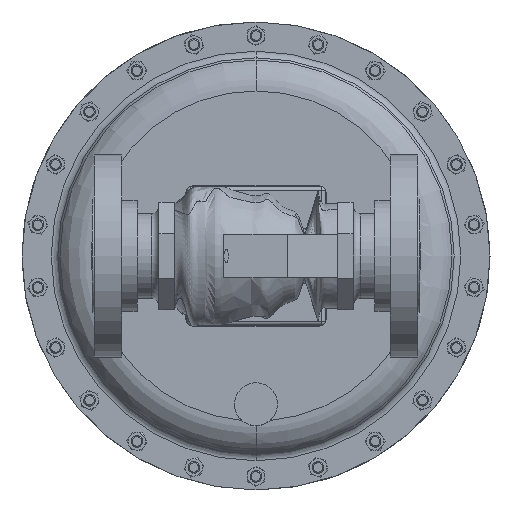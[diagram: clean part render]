
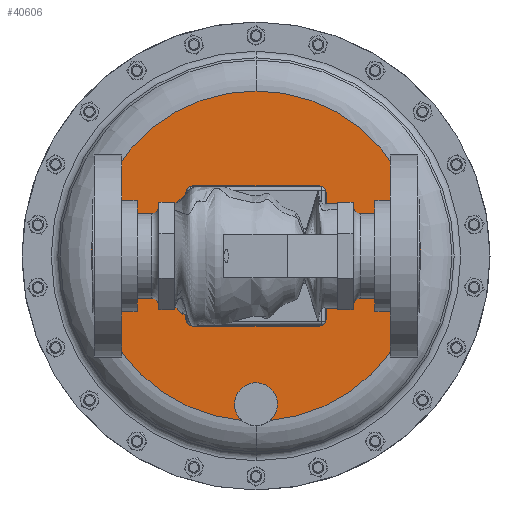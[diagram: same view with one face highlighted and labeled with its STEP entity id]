
A CAD part, front view. The second image highlights one B-rep face of the part: STEP entity #40606.
In plain terms, the highlighted planar face has unit normal (0, -1, 0).
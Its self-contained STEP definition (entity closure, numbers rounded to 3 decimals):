
#2844 = EDGE_CURVE ( 'NONE', #47492, #5408, #68509, .T. ) ;
#5408 = VERTEX_POINT ( 'NONE', #36348 ) ;
#6878 = CARTESIAN_POINT ( 'NONE',  ( 4.594, 9.756, 2.431 ) ) ;
#8283 = AXIS2_PLACEMENT_3D ( 'NONE', #43587, #11953, #48992 ) ;
#8380 = FACE_OUTER_BOUND ( 'NONE', #45665, .T. ) ;
#9188 = DIRECTION ( 'NONE',  ( 0., -1., 0. ) ) ;
#10796 = DIRECTION ( 'NONE',  ( 0., -1., 0. ) ) ;
#11953 = DIRECTION ( 'NONE',  ( 0., -1., 0. ) ) ;
#13755 = EDGE_CURVE ( 'NONE', #54485, #13877, #45280, .T. ) ;
#13877 = VERTEX_POINT ( 'NONE', #27417 ) ;
#15694 = AXIS2_PLACEMENT_3D ( 'NONE', #31349, #63168, #36688 ) ;
#16206 = CARTESIAN_POINT ( 'NONE',  ( 4.145, 9.756, 6.731 ) ) ;
#17412 = CIRCLE ( 'NONE', #44997, 0.97 ) ;
#17609 = AXIS2_PLACEMENT_3D ( 'NONE', #51085, #19335, #56406 ) ;
#18256 = CARTESIAN_POINT ( 'NONE',  ( 4.145, 9.756, 2.951 ) ) ;
#18263 = FACE_BOUND ( 'NONE', #43842, .T. ) ;
#18429 = DIRECTION ( 'NONE',  ( 0., -1., 0. ) ) ;
#19335 = DIRECTION ( 'NONE',  ( 0., -1., 0. ) ) ;
#20764 = VERTEX_POINT ( 'NONE', #23168 ) ;
#21591 = CARTESIAN_POINT ( 'NONE',  ( 3.458, 9.756, 2.983 ) ) ;
#21813 = CARTESIAN_POINT ( 'NONE',  ( 3.696, 9.756, 2.431 ) ) ;
#23168 = CARTESIAN_POINT ( 'NONE',  ( 4.145, 9.756, 12.991 ) ) ;
#23533 = DIRECTION ( 'NONE',  ( -0.999, 0., 0.046 ) ) ;
#27417 = CARTESIAN_POINT ( 'NONE',  ( 4.832, 9.756, 2.919 ) ) ;
#27881 = CARTESIAN_POINT ( 'NONE',  ( 4.145, 9.756, 7.701 ) ) ;
#28108 = EDGE_CURVE ( 'NONE', #20764, #48689, #31645, .T. ) ;
#29508 = ORIENTED_EDGE ( 'NONE', *, *, #2844, .F. ) ;
#29727 = AXIS2_PLACEMENT_3D ( 'NONE', #18256, #55307, #23533 ) ;
#29753 = ORIENTED_EDGE ( 'NONE', *, *, #40472, .F. ) ;
#30213 = PLANE ( 'NONE',  #61762 ) ;
#31267 = EDGE_CURVE ( 'NONE', #5408, #47492, #17412, .T. ) ;
#31349 = CARTESIAN_POINT ( 'NONE',  ( 4.145, 9.756, 7.701 ) ) ;
#31645 = CIRCLE ( 'NONE', #43556, 5.289 ) ;
#33196 = DIRECTION ( 'NONE',  ( 0., 0., -1. ) ) ;
#33778 = ORIENTED_EDGE ( 'NONE', *, *, #68364, .F. ) ;
#36348 = CARTESIAN_POINT ( 'NONE',  ( 4.145, 9.756, 8.671 ) ) ;
#36688 = DIRECTION ( 'NONE',  ( 0., 0., -1. ) ) ;
#38288 = CIRCLE ( 'NONE', #17609, 0.687 ) ;
#40472 = EDGE_CURVE ( 'NONE', #13877, #48696, #41746, .T. ) ;
#40606 = ADVANCED_FACE ( 'NONE', ( #18263, #8380 ), #30213, .T. ) ;
#41342 = CIRCLE ( 'NONE', #8283, 5.289 ) ;
#41746 = CIRCLE ( 'NONE', #29727, 0.687 ) ;
#42441 = CARTESIAN_POINT ( 'NONE',  ( 4.145, 9.756, 2.951 ) ) ;
#43556 = AXIS2_PLACEMENT_3D ( 'NONE', #50153, #18429, #55479 ) ;
#43587 = CARTESIAN_POINT ( 'NONE',  ( 4.145, 9.756, 7.701 ) ) ;
#43842 = EDGE_LOOP ( 'NONE', ( #29508, #60282 ) ) ;
#44997 = AXIS2_PLACEMENT_3D ( 'NONE', #27881, #65052, #33196 ) ;
#45280 = CIRCLE ( 'NONE', #64595, 0.687 ) ;
#45665 = EDGE_LOOP ( 'NONE', ( #54752, #48828, #33778, #29753, #59574 ) ) ;
#45961 = CARTESIAN_POINT ( 'NONE',  ( 4.145, 9.756, 7.701 ) ) ;
#46201 = DIRECTION ( 'NONE',  ( 0., 0., -1. ) ) ;
#47492 = VERTEX_POINT ( 'NONE', #16206 ) ;
#47806 = DIRECTION ( 'NONE',  ( -0.999, 0., 0.046 ) ) ;
#48245 = EDGE_CURVE ( 'NONE', #54485, #20764, #41342, .T. ) ;
#48689 = VERTEX_POINT ( 'NONE', #21813 ) ;
#48696 = VERTEX_POINT ( 'NONE', #21591 ) ;
#48828 = ORIENTED_EDGE ( 'NONE', *, *, #28108, .T. ) ;
#48992 = DIRECTION ( 'NONE',  ( 0., 0., -1. ) ) ;
#50153 = CARTESIAN_POINT ( 'NONE',  ( 4.145, 9.756, 7.701 ) ) ;
#51085 = CARTESIAN_POINT ( 'NONE',  ( 4.145, 9.756, 2.951 ) ) ;
#54485 = VERTEX_POINT ( 'NONE', #6878 ) ;
#54752 = ORIENTED_EDGE ( 'NONE', *, *, #48245, .T. ) ;
#55307 = DIRECTION ( 'NONE',  ( 0., -1., 0. ) ) ;
#55479 = DIRECTION ( 'NONE',  ( 0., 0., -1. ) ) ;
#56406 = DIRECTION ( 'NONE',  ( -0.999, 0., 0.046 ) ) ;
#59574 = ORIENTED_EDGE ( 'NONE', *, *, #13755, .F. ) ;
#60282 = ORIENTED_EDGE ( 'NONE', *, *, #31267, .F. ) ;
#61762 = AXIS2_PLACEMENT_3D ( 'NONE', #45961, #9188, #46201 ) ;
#63168 = DIRECTION ( 'NONE',  ( 0., -1., 0. ) ) ;
#64595 = AXIS2_PLACEMENT_3D ( 'NONE', #42441, #10796, #47806 ) ;
#65052 = DIRECTION ( 'NONE',  ( 0., -1., 0. ) ) ;
#68364 = EDGE_CURVE ( 'NONE', #48696, #48689, #38288, .T. ) ;
#68509 = CIRCLE ( 'NONE', #15694, 0.97 ) ;
